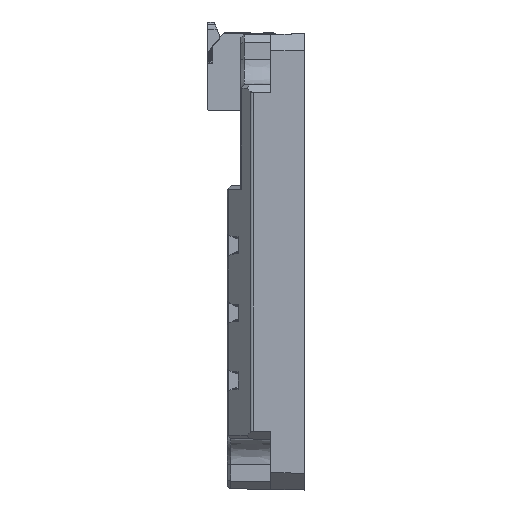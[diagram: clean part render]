
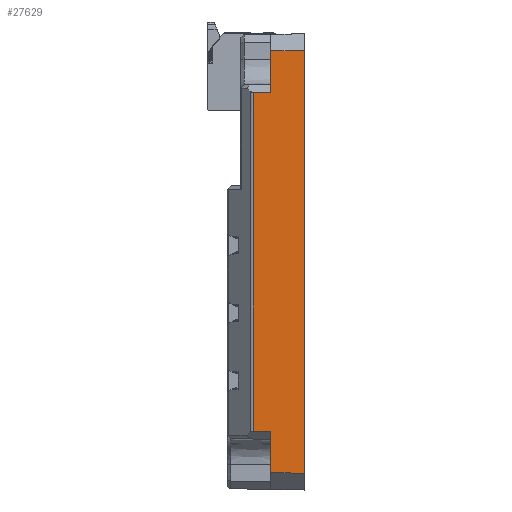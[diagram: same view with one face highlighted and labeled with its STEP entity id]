
A CAD part, left-side view. The second image highlights one B-rep face of the part: STEP entity #27629.
In plain terms, the highlighted planar face has unit normal (-1, 0.018, 0).
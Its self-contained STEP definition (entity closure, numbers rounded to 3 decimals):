
#2589 = VECTOR ( 'NONE', #181572, 1000. ) ;
#5317 = CARTESIAN_POINT ( 'NONE',  ( -23.644, 5.685, -42.863 ) ) ;
#6086 = DIRECTION ( 'NONE',  ( 0., 0., 1. ) ) ;
#7970 = CARTESIAN_POINT ( 'NONE',  ( -23.702, 2.384, -42.863 ) ) ;
#8144 = VERTEX_POINT ( 'NONE', #116387 ) ;
#13306 = CARTESIAN_POINT ( 'NONE',  ( -23.702, 2.339, 31.861 ) ) ;
#14137 = ORIENTED_EDGE ( 'NONE', *, *, #152082, .T. ) ;
#16705 = VERTEX_POINT ( 'NONE', #101384 ) ;
#19048 = EDGE_CURVE ( 'NONE', #80359, #20855, #158941, .T. ) ;
#20855 = VERTEX_POINT ( 'NONE', #161051 ) ;
#23740 = CARTESIAN_POINT ( 'NONE',  ( -23.812, -3.966, -42.863 ) ) ;
#25111 = DIRECTION ( 'NONE',  ( 0.017, 1., -0.007 ) ) ;
#27629 = ADVANCED_FACE ( 'NONE', ( #67759 ), #53389, .T. ) ;
#28270 = ORIENTED_EDGE ( 'NONE', *, *, #186972, .T. ) ;
#29580 = DIRECTION ( 'NONE',  ( 0.017, 1., -0.007 ) ) ;
#29828 = VECTOR ( 'NONE', #69288, 1000. ) ;
#30652 = CARTESIAN_POINT ( 'NONE',  ( -23.702, 2.384, -31.861 ) ) ;
#32427 = EDGE_CURVE ( 'NONE', #157223, #8144, #159743, .T. ) ;
#35681 = CARTESIAN_POINT ( 'NONE',  ( -23.702, 2.346, -31.861 ) ) ;
#45375 = ORIENTED_EDGE ( 'NONE', *, *, #32427, .T. ) ;
#53389 = PLANE ( 'NONE',  #101759 ) ;
#57187 = CARTESIAN_POINT ( 'NONE',  ( -23.812, -3.966, -39.688 ) ) ;
#60283 = VERTEX_POINT ( 'NONE', #30652 ) ;
#67759 = FACE_OUTER_BOUND ( 'NONE', #126180, .T. ) ;
#67852 = CARTESIAN_POINT ( 'NONE',  ( -23.702, 2.384, 31.861 ) ) ;
#67989 = CARTESIAN_POINT ( 'NONE',  ( -23.702, 2.384, -0.631 ) ) ;
#69288 = DIRECTION ( 'NONE',  ( 0., 0., 1. ) ) ;
#79655 = VECTOR ( 'NONE', #29580, 1000. ) ;
#80359 = VERTEX_POINT ( 'NONE', #67852 ) ;
#98228 = ORIENTED_EDGE ( 'NONE', *, *, #129558, .T. ) ;
#100361 = VECTOR ( 'NONE', #6086, 1000. ) ;
#100679 = CARTESIAN_POINT ( 'NONE',  ( -23.812, -3.966, 39.687 ) ) ;
#101384 = CARTESIAN_POINT ( 'NONE',  ( -23.644, 5.685, -31.837 ) ) ;
#101759 = AXIS2_PLACEMENT_3D ( 'NONE', #23740, #184685, #170322 ) ;
#104863 = EDGE_CURVE ( 'NONE', #20855, #16705, #123090, .T. ) ;
#107929 = VERTEX_POINT ( 'NONE', #100679 ) ;
#113147 = CARTESIAN_POINT ( 'NONE',  ( -23.812, -3.933, 39.687 ) ) ;
#115694 = CARTESIAN_POINT ( 'NONE',  ( -23.702, 2.384, 39.642 ) ) ;
#116387 = CARTESIAN_POINT ( 'NONE',  ( -23.812, -3.966, -39.688 ) ) ;
#118206 = VECTOR ( 'NONE', #188465, 1000. ) ;
#123090 = LINE ( 'NONE', #5317, #2589 ) ;
#125482 = LINE ( 'NONE', #67989, #132153 ) ;
#126180 = EDGE_LOOP ( 'NONE', ( #180750, #136624, #98228, #178284, #45375, #144776, #28270, #14137 ) ) ;
#126962 = EDGE_CURVE ( 'NONE', #8144, #107929, #158423, .T. ) ;
#129558 = EDGE_CURVE ( 'NONE', #16705, #60283, #166951, .T. ) ;
#132153 = VECTOR ( 'NONE', #153331, 1000. ) ;
#133530 = CARTESIAN_POINT ( 'NONE',  ( -23.702, 2.384, -39.642 ) ) ;
#136624 = ORIENTED_EDGE ( 'NONE', *, *, #104863, .T. ) ;
#140500 = VECTOR ( 'NONE', #25111, 1000. ) ;
#143707 = VECTOR ( 'NONE', #182255, 1000. ) ;
#144776 = ORIENTED_EDGE ( 'NONE', *, *, #126962, .T. ) ;
#152082 = EDGE_CURVE ( 'NONE', #181547, #80359, #125482, .T. ) ;
#153331 = DIRECTION ( 'NONE',  ( 0., 0., -1. ) ) ;
#157223 = VERTEX_POINT ( 'NONE', #133530 ) ;
#157464 = CARTESIAN_POINT ( 'NONE',  ( -23.812, -3.966, -42.863 ) ) ;
#158423 = LINE ( 'NONE', #157464, #29828 ) ;
#158941 = LINE ( 'NONE', #13306, #79655 ) ;
#159743 = LINE ( 'NONE', #57187, #118206 ) ;
#161051 = CARTESIAN_POINT ( 'NONE',  ( -23.644, 5.685, 31.837 ) ) ;
#166951 = LINE ( 'NONE', #35681, #143707 ) ;
#168840 = LINE ( 'NONE', #113147, #140500 ) ;
#170322 = DIRECTION ( 'NONE',  ( 0.017, 1., 0. ) ) ;
#178284 = ORIENTED_EDGE ( 'NONE', *, *, #185603, .F. ) ;
#180750 = ORIENTED_EDGE ( 'NONE', *, *, #19048, .T. ) ;
#181416 = LINE ( 'NONE', #7970, #100361 ) ;
#181547 = VERTEX_POINT ( 'NONE', #115694 ) ;
#181572 = DIRECTION ( 'NONE',  ( 0., 0., -1. ) ) ;
#182255 = DIRECTION ( 'NONE',  ( -0.017, -1., -0.007 ) ) ;
#184685 = DIRECTION ( 'NONE',  ( -1., 0.017, 0. ) ) ;
#185603 = EDGE_CURVE ( 'NONE', #157223, #60283, #181416, .T. ) ;
#186972 = EDGE_CURVE ( 'NONE', #107929, #181547, #168840, .T. ) ;
#188465 = DIRECTION ( 'NONE',  ( -0.017, -1., -0.007 ) ) ;
